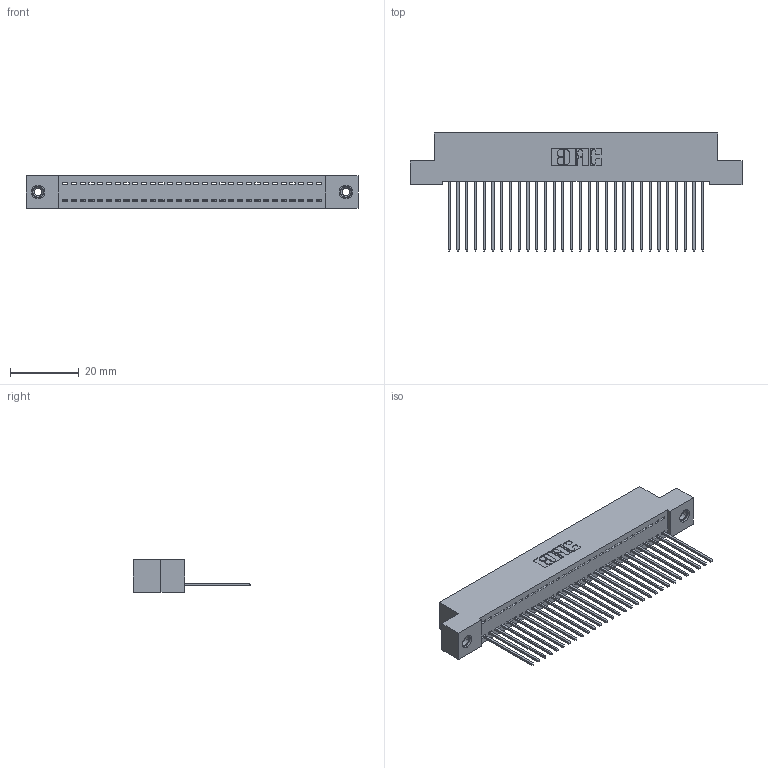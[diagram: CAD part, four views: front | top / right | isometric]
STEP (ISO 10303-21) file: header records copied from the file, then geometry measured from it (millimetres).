
FILE_DESCRIPTION (( 'STEP AP203' ), '1' );
FILE_NAME ('392-030-541-108.STEP', '2018-08-15T22:30:53', ( '' ), ( '' ), 'SwSTEP 2.0', 'SolidWorks 2016', '' );
FILE_SCHEMA (( 'CONFIG_CONTROL_DESIGN' ));
Length unit declared in the file: inch
Products named in the file (4): 342 Part_TI; 345-292-001_345-293-141; 345-250-001_345-250-003-102; 392-030-541-108
Assembly tree (33 placements, depth 2):
  392-030-541-108
    342 Part_TI
    345-292-001_345-293-141  x30
    345-250-001_345-250-003-102  x2
Bounding box: 96.52 x 34.3 x 9.4 mm (x, y, z)
Volume: 8512 mm3; surface area: 12856.2 mm2
Topology: 33 solids, 33 shells, 1910 faces, 5715 edges, 3762 vertices
Faces by surface type: plane 1358, cylinder 536, cone 12, torus 4
Entity records: 20964 total; most frequent: CARTESIAN_POINT 3599, ORIENTED_EDGE 3558, DIRECTION 3093, EDGE_CURVE 1779, VECTOR 1631, LINE 1631, VERTEX_POINT 1180, AXIS2_PLACEMENT_3D 731
